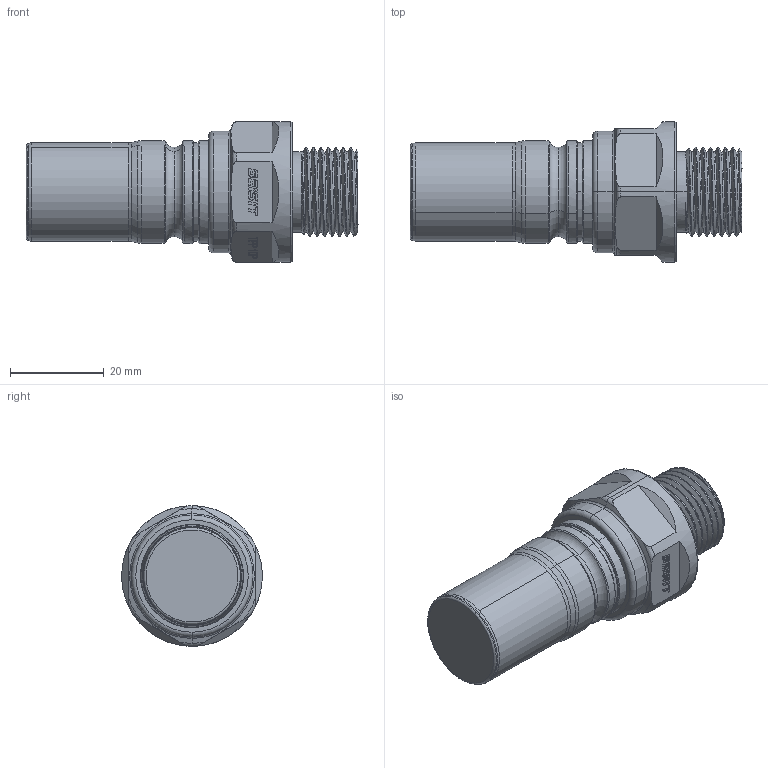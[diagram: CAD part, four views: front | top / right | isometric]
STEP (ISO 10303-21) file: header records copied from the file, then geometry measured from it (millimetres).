
FILE_DESCRIPTION (( 'STEP AP203' ), '1' );
FILE_NAME ('TPP 10P U34M-SS.STEP', '2025-01-21T00:59:25', ( 'Windows 蚚誧' ), ( '' ), 'SwSTEP 2.0', 'SolidWorks 2023', '' );
FILE_SCHEMA (( 'CONFIG_CONTROL_DESIGN' ));
Length unit declared in the file: millimetre
Products named in the file (1): TPP 10P U34M-SS
Bounding box: 70.85 x 30 x 30 mm (x, y, z)
Volume: 27809.8 mm3; surface area: 7001.9 mm2
Topology: 1 solids, 1 shells, 370 faces, 964 edges, 630 vertices
Faces by surface type: plane 186, bspline 76, cylinder 59, torus 37, cone 12
Entity records: 18402 total; most frequent: CARTESIAN_POINT 10189, ORIENTED_EDGE 1928, DIRECTION 1282, EDGE_CURVE 964, VERTEX_POINT 630, AXIS2_PLACEMENT_3D 452, B_SPLINE_CURVE_WITH_KNOTS 421, EDGE_LOOP 404
